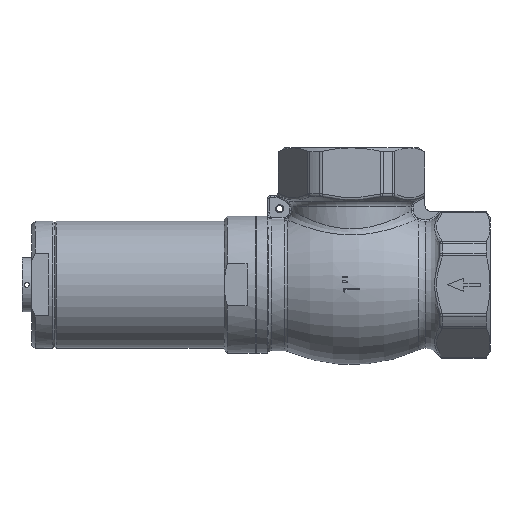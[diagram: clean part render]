
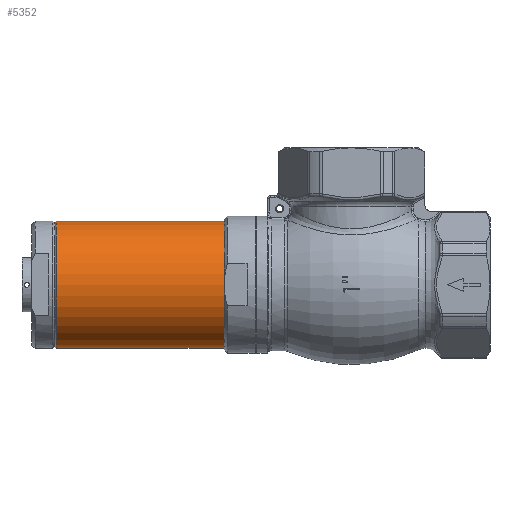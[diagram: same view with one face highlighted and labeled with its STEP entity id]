
A CAD part, left-side view. The second image highlights one B-rep face of the part: STEP entity #5352.
In plain terms, the highlighted cylindrical face has radius 19.5 mm (diameter 39 mm), a partial arc.
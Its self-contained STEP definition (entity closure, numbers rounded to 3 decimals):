
#1857 = FACE_OUTER_BOUND ( 'NONE', #4220, .T. ) ;
#1859 = AXIS2_PLACEMENT_3D ( 'NONE', #1874, #1873, #1872 ) ;
#1872 = DIRECTION ( 'NONE',  ( 0., 0., -1. ) ) ;
#1873 = DIRECTION ( 'NONE',  ( 0., -1., 0. ) ) ;
#1874 = CARTESIAN_POINT ( 'NONE',  ( 0., 47., 0. ) ) ;
#1878 = CYLINDRICAL_SURFACE ( 'NONE', #1859, 19.5 ) ;
#3524 = AXIS2_PLACEMENT_3D ( 'NONE', #3573, #3572, #3571 ) ;
#3571 = DIRECTION ( 'NONE',  ( 0., 0., -1. ) ) ;
#3572 = DIRECTION ( 'NONE',  ( 0., -1., 0. ) ) ;
#3573 = CARTESIAN_POINT ( 'NONE',  ( 0., 72.5, 0. ) ) ;
#3577 = CIRCLE ( 'NONE', #3524, 19.5 ) ;
#3790 = CIRCLE ( 'NONE', #3830, 19.5 ) ;
#3823 = DIRECTION ( 'NONE',  ( 0., 0., 1. ) ) ;
#3824 = DIRECTION ( 'NONE',  ( 0., -1., 0. ) ) ;
#3830 = AXIS2_PLACEMENT_3D ( 'NONE', #3835, #3824, #3823 ) ;
#3835 = CARTESIAN_POINT ( 'NONE',  ( 0., 124., 0. ) ) ;
#4014 = CARTESIAN_POINT ( 'NONE',  ( 0., 47., 19.5 ) ) ;
#4018 = LINE ( 'NONE', #4014, #4077 ) ;
#4076 = DIRECTION ( 'NONE',  ( 0., -1., 0. ) ) ;
#4077 = VECTOR ( 'NONE', #4076, 1000. ) ;
#4220 = EDGE_LOOP ( 'NONE', ( #4728, #14162, #13630, #13628 ) ) ;
#4728 = ORIENTED_EDGE ( 'NONE', *, *, #14440, .F. ) ;
#5352 = ADVANCED_FACE ( 'NONE', ( #1857 ), #1878, .T. ) ;
#5900 = EDGE_CURVE ( 'NONE', #19597, #5905, #14502, .T. ) ;
#5905 = VERTEX_POINT ( 'NONE', #14488 ) ;
#11850 = CARTESIAN_POINT ( 'NONE',  ( 0., 72.5, 19.5 ) ) ;
#13374 = CARTESIAN_POINT ( 'NONE',  ( 0., 124., 19.5 ) ) ;
#13423 = CARTESIAN_POINT ( 'NONE',  ( 0., 124., -19.5 ) ) ;
#13628 = ORIENTED_EDGE ( 'NONE', *, *, #13631, .F. ) ;
#13630 = ORIENTED_EDGE ( 'NONE', *, *, #5900, .T. ) ;
#13631 = EDGE_CURVE ( 'NONE', #18471, #5905, #3577, .T. ) ;
#14156 = EDGE_CURVE ( 'NONE', #19590, #19597, #3790, .T. ) ;
#14162 = ORIENTED_EDGE ( 'NONE', *, *, #14156, .T. ) ;
#14440 = EDGE_CURVE ( 'NONE', #19590, #18471, #4018, .T. ) ;
#14488 = CARTESIAN_POINT ( 'NONE',  ( 0., 72.5, -19.5 ) ) ;
#14496 = DIRECTION ( 'NONE',  ( 0., -1., 0. ) ) ;
#14497 = VECTOR ( 'NONE', #14496, 1000. ) ;
#14502 = LINE ( 'NONE', #14508, #14497 ) ;
#14508 = CARTESIAN_POINT ( 'NONE',  ( 0., 47., -19.5 ) ) ;
#18471 = VERTEX_POINT ( 'NONE', #11850 ) ;
#19590 = VERTEX_POINT ( 'NONE', #13374 ) ;
#19597 = VERTEX_POINT ( 'NONE', #13423 ) ;
